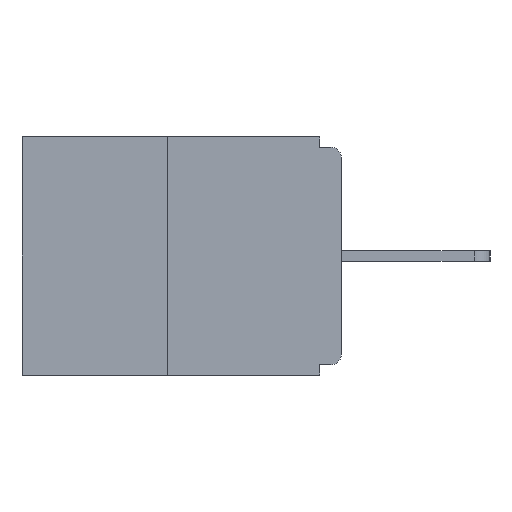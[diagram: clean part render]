
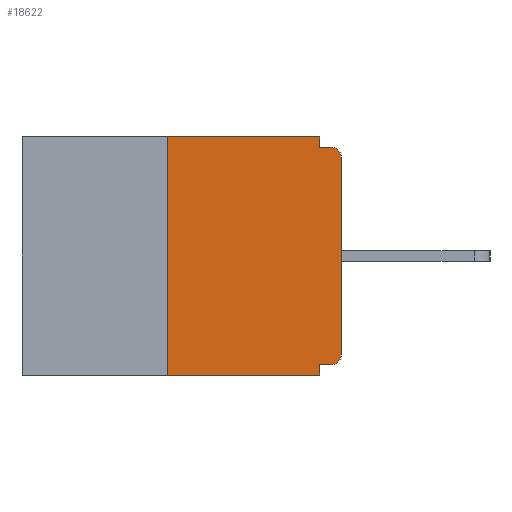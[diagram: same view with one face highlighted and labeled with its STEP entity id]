
A CAD part, left-side view. The second image highlights one B-rep face of the part: STEP entity #18622.
In plain terms, the highlighted planar face has unit normal (-1, 0, 0).
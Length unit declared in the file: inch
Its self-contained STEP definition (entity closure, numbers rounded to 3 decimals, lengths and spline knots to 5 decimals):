
#801 = DIRECTION ( 'NONE',  ( -1., 0., 0. ) ) ;
#967 = CARTESIAN_POINT ( 'NONE',  ( 0., 0., 0. ) ) ;
#1411 = VECTOR ( 'NONE', #20251, 39.37008 ) ;
#1613 = VECTOR ( 'NONE', #10632, 39.37008 ) ;
#1893 = CARTESIAN_POINT ( 'NONE',  ( 0., 0.46, -0.343 ) ) ;
#2137 = CARTESIAN_POINT ( 'NONE',  ( 0., 0.25, -0.343 ) ) ;
#2320 = DIRECTION ( 'NONE',  ( 0., 0., 1. ) ) ;
#2465 = DIRECTION ( 'NONE',  ( 0., 0., -1. ) ) ;
#2476 = DIRECTION ( 'NONE',  ( -1., 0., 0. ) ) ;
#2723 = CARTESIAN_POINT ( 'NONE',  ( 0., 0.015, -0.313 ) ) ;
#3084 = AXIS2_PLACEMENT_3D ( 'NONE', #2723, #2476, #2465 ) ;
#3338 = DIRECTION ( 'NONE',  ( 0., 0., 1. ) ) ;
#3396 = CARTESIAN_POINT ( 'NONE',  ( 0., 0., -0.03 ) ) ;
#3466 = VECTOR ( 'NONE', #25729, 39.37008 ) ;
#3516 = CIRCLE ( 'NONE', #11880, 0.015 ) ;
#3593 = VERTEX_POINT ( 'NONE', #3396 ) ;
#3687 = CARTESIAN_POINT ( 'NONE',  ( 0., 0., -0.313 ) ) ;
#3765 = CARTESIAN_POINT ( 'NONE',  ( 0., 0.25, 0. ) ) ;
#3794 = EDGE_CURVE ( 'NONE', #22954, #3593, #5451, .T. ) ;
#4056 = EDGE_CURVE ( 'NONE', #7031, #7131, #9535, .T. ) ;
#4136 = CARTESIAN_POINT ( 'NONE',  ( 0., 0.031, -0.343 ) ) ;
#4449 = EDGE_CURVE ( 'NONE', #7031, #22954, #7879, .T. ) ;
#4762 = VECTOR ( 'NONE', #2320, 39.37008 ) ;
#5273 = EDGE_CURVE ( 'NONE', #10191, #16902, #24426, .T. ) ;
#5451 = LINE ( 'NONE', #967, #4762 ) ;
#6632 = VECTOR ( 'NONE', #23945, 39.37008 ) ;
#6907 = LINE ( 'NONE', #11983, #27885 ) ;
#7031 = VERTEX_POINT ( 'NONE', #16689 ) ;
#7072 = ORIENTED_EDGE ( 'NONE', *, *, #4449, .T. ) ;
#7131 = VERTEX_POINT ( 'NONE', #23594 ) ;
#7438 = EDGE_CURVE ( 'NONE', #7131, #28233, #13039, .T. ) ;
#7879 = CIRCLE ( 'NONE', #3084, 0.015 ) ;
#8830 = CARTESIAN_POINT ( 'NONE',  ( 0., 0.031, 0. ) ) ;
#9288 = LINE ( 'NONE', #19160, #3466 ) ;
#9535 = LINE ( 'NONE', #11628, #26173 ) ;
#10191 = VERTEX_POINT ( 'NONE', #2137 ) ;
#10632 = DIRECTION ( 'NONE',  ( 0., -1., 0. ) ) ;
#10727 = ORIENTED_EDGE ( 'NONE', *, *, #4056, .F. ) ;
#11251 = CARTESIAN_POINT ( 'NONE',  ( 0., 0.25, 0. ) ) ;
#11628 = CARTESIAN_POINT ( 'NONE',  ( 0., 0., -0.328 ) ) ;
#11880 = AXIS2_PLACEMENT_3D ( 'NONE', #13902, #801, #16067 ) ;
#11983 = CARTESIAN_POINT ( 'NONE',  ( 0., 0.031, 0. ) ) ;
#12032 = DIRECTION ( 'NONE',  ( 0., 0., -1. ) ) ;
#12201 = VERTEX_POINT ( 'NONE', #17480 ) ;
#12398 = LINE ( 'NONE', #15050, #6632 ) ;
#13039 = LINE ( 'NONE', #13655, #1411 ) ;
#13519 = VECTOR ( 'NONE', #3338, 39.37008 ) ;
#13655 = CARTESIAN_POINT ( 'NONE',  ( 0., 0.031, -0.343 ) ) ;
#13900 = ORIENTED_EDGE ( 'NONE', *, *, #26184, .T. ) ;
#13902 = CARTESIAN_POINT ( 'NONE',  ( 0., 0.015, -0.03 ) ) ;
#14654 = DIRECTION ( 'NONE',  ( 0., 1., 0. ) ) ;
#15050 = CARTESIAN_POINT ( 'NONE',  ( 0., 0.46, 0. ) ) ;
#15545 = EDGE_CURVE ( 'NONE', #16902, #28261, #12398, .T. ) ;
#16067 = DIRECTION ( 'NONE',  ( 0., 0., -1. ) ) ;
#16444 = ORIENTED_EDGE ( 'NONE', *, *, #18210, .F. ) ;
#16689 = CARTESIAN_POINT ( 'NONE',  ( 0., 0.015, -0.328 ) ) ;
#16902 = VERTEX_POINT ( 'NONE', #11251 ) ;
#17377 = CARTESIAN_POINT ( 'NONE',  ( 0., 0.031, -0.015 ) ) ;
#17480 = CARTESIAN_POINT ( 'NONE',  ( 0., 0.015, -0.015 ) ) ;
#18210 = EDGE_CURVE ( 'NONE', #24179, #12201, #9288, .T. ) ;
#18366 = PLANE ( 'NONE',  #23587 ) ;
#18622 = ADVANCED_FACE ( 'NONE', ( #27897 ), #18366, .F. ) ;
#19160 = CARTESIAN_POINT ( 'NONE',  ( 0., 0., -0.015 ) ) ;
#19361 = ORIENTED_EDGE ( 'NONE', *, *, #27410, .F. ) ;
#20231 = ORIENTED_EDGE ( 'NONE', *, *, #7438, .F. ) ;
#20251 = DIRECTION ( 'NONE',  ( 0., 0., -1. ) ) ;
#20681 = CARTESIAN_POINT ( 'NONE',  ( 0., 0.46, 0. ) ) ;
#22405 = ORIENTED_EDGE ( 'NONE', *, *, #3794, .T. ) ;
#22633 = EDGE_LOOP ( 'NONE', ( #25594, #24187, #23464, #20231, #10727, #7072, #22405, #13900, #16444, #19361 ) ) ;
#22800 = DIRECTION ( 'NONE',  ( 0., 0., -1. ) ) ;
#22954 = VERTEX_POINT ( 'NONE', #3687 ) ;
#23464 = ORIENTED_EDGE ( 'NONE', *, *, #28188, .T. ) ;
#23587 = AXIS2_PLACEMENT_3D ( 'NONE', #20681, #25046, #12032 ) ;
#23594 = CARTESIAN_POINT ( 'NONE',  ( 0., 0.031, -0.328 ) ) ;
#23945 = DIRECTION ( 'NONE',  ( 0., -1., 0. ) ) ;
#24142 = LINE ( 'NONE', #1893, #1613 ) ;
#24179 = VERTEX_POINT ( 'NONE', #17377 ) ;
#24187 = ORIENTED_EDGE ( 'NONE', *, *, #5273, .F. ) ;
#24426 = LINE ( 'NONE', #3765, #13519 ) ;
#25046 = DIRECTION ( 'NONE',  ( 1., 0., 0. ) ) ;
#25594 = ORIENTED_EDGE ( 'NONE', *, *, #15545, .F. ) ;
#25729 = DIRECTION ( 'NONE',  ( 0., -1., 0. ) ) ;
#26173 = VECTOR ( 'NONE', #14654, 39.37008 ) ;
#26184 = EDGE_CURVE ( 'NONE', #3593, #12201, #3516, .T. ) ;
#27410 = EDGE_CURVE ( 'NONE', #28261, #24179, #6907, .T. ) ;
#27885 = VECTOR ( 'NONE', #22800, 39.37008 ) ;
#27897 = FACE_OUTER_BOUND ( 'NONE', #22633, .T. ) ;
#28188 = EDGE_CURVE ( 'NONE', #10191, #28233, #24142, .T. ) ;
#28233 = VERTEX_POINT ( 'NONE', #4136 ) ;
#28261 = VERTEX_POINT ( 'NONE', #8830 ) ;
